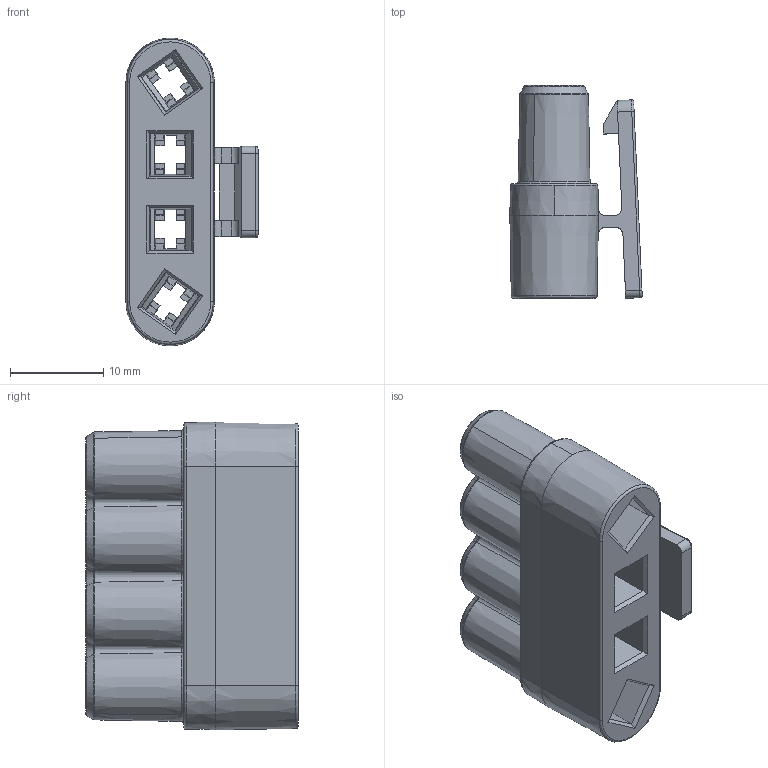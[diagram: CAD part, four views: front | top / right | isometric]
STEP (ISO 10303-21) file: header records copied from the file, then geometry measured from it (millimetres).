
FILE_DESCRIPTION (( 'STEP AP203' ), '1' );
FILE_NAME ('1910_071417.STEP', '2017-07-14T17:26:49', ( 'Temp' ), ( '' ), 'SwSTEP 2.0', 'SolidWorks 2014', '' );
FILE_SCHEMA (( 'CONFIG_CONTROL_DESIGN' ));
Length unit declared in the file: inch
Products named in the file (1): 1910_071417
Bounding box: 14.22 x 22.86 x 33.1 mm (x, y, z)
Volume: 4351.2 mm3; surface area: 4317.5 mm2
Topology: 1 solids, 1 shells, 344 faces, 925 edges, 582 vertices
Faces by surface type: plane 184, cylinder 74, torus 45, cone 35, bspline 6
Entity records: 10749 total; most frequent: CARTESIAN_POINT 2338, ORIENTED_EDGE 1850, DIRECTION 1642, EDGE_CURVE 925, VECTOR 638, LINE 638, VERTEX_POINT 582, AXIS2_PLACEMENT_3D 502
